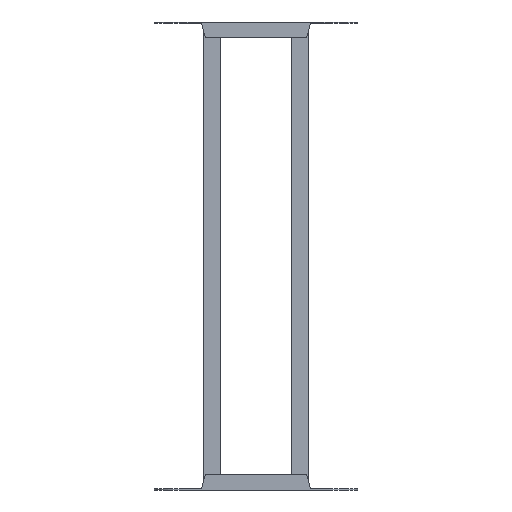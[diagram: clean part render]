
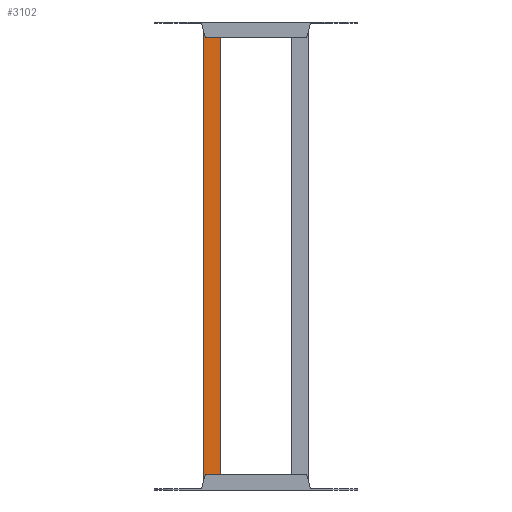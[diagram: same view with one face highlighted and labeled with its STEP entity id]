
A CAD part, front view. The second image highlights one B-rep face of the part: STEP entity #3102.
In plain terms, the highlighted planar face has unit normal (0, -1, 0).
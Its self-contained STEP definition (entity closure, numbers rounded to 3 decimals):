
#40 = CARTESIAN_POINT ( 'NONE',  ( -11.5, 0., -396. ) ) ;
#62 = EDGE_CURVE ( 'NONE', #2678, #789, #130, .T. ) ;
#91 = CARTESIAN_POINT ( 'NONE',  ( 11.5, 0., 396. ) ) ;
#130 = LINE ( 'NONE', #658, #177 ) ;
#177 = VECTOR ( 'NONE', #1383, 1000. ) ;
#255 = CARTESIAN_POINT ( 'NONE',  ( 11.5, 0., -396. ) ) ;
#331 = CARTESIAN_POINT ( 'NONE',  ( 15., 0., 396. ) ) ;
#366 = VERTEX_POINT ( 'NONE', #2263 ) ;
#496 = VECTOR ( 'NONE', #694, 1000. ) ;
#523 = PLANE ( 'NONE',  #2673 ) ;
#524 = VERTEX_POINT ( 'NONE', #1755 ) ;
#542 = VECTOR ( 'NONE', #2337, 1000. ) ;
#573 = LINE ( 'NONE', #1336, #542 ) ;
#654 = EDGE_CURVE ( 'NONE', #366, #3065, #839, .T. ) ;
#658 = CARTESIAN_POINT ( 'NONE',  ( -11.5, 0., 396. ) ) ;
#694 = DIRECTION ( 'NONE',  ( -1., 0., 0. ) ) ;
#701 = CARTESIAN_POINT ( 'NONE',  ( -11.5, 0., 396. ) ) ;
#737 = CARTESIAN_POINT ( 'NONE',  ( -15., 0., 396. ) ) ;
#753 = LINE ( 'NONE', #1091, #2491 ) ;
#789 = VERTEX_POINT ( 'NONE', #331 ) ;
#797 = VECTOR ( 'NONE', #2774, 1000. ) ;
#839 = LINE ( 'NONE', #737, #496 ) ;
#851 = LINE ( 'NONE', #2336, #896 ) ;
#867 = LINE ( 'NONE', #3069, #797 ) ;
#896 = VECTOR ( 'NONE', #1818, 1000. ) ;
#984 = DIRECTION ( 'NONE',  ( 0., 1., 0. ) ) ;
#1052 = CARTESIAN_POINT ( 'NONE',  ( -11.5, 0., -396. ) ) ;
#1091 = CARTESIAN_POINT ( 'NONE',  ( -11.5, 0., -396. ) ) ;
#1148 = VECTOR ( 'NONE', #3131, 1000. ) ;
#1179 = DIRECTION ( 'NONE',  ( 0., 0., 1. ) ) ;
#1189 = LINE ( 'NONE', #3281, #1148 ) ;
#1306 = DIRECTION ( 'NONE',  ( -1., 0., 0. ) ) ;
#1336 = CARTESIAN_POINT ( 'NONE',  ( -15., 0., -396. ) ) ;
#1375 = ORIENTED_EDGE ( 'NONE', *, *, #3062, .F. ) ;
#1383 = DIRECTION ( 'NONE',  ( 1., 0., 0. ) ) ;
#1443 = CARTESIAN_POINT ( 'NONE',  ( 15., 0., -396. ) ) ;
#1468 = FACE_OUTER_BOUND ( 'NONE', #1607, .T. ) ;
#1520 = DIRECTION ( 'NONE',  ( -1., 0., 0. ) ) ;
#1565 = ORIENTED_EDGE ( 'NONE', *, *, #2637, .T. ) ;
#1570 = VERTEX_POINT ( 'NONE', #1443 ) ;
#1607 = EDGE_LOOP ( 'NONE', ( #1565, #2697, #1375, #2734, #2306, #2863, #1976, #2851 ) ) ;
#1688 = EDGE_CURVE ( 'NONE', #1570, #789, #867, .T. ) ;
#1710 = EDGE_CURVE ( 'NONE', #3182, #524, #851, .T. ) ;
#1755 = CARTESIAN_POINT ( 'NONE',  ( -15., 0., -396. ) ) ;
#1818 = DIRECTION ( 'NONE',  ( -1., 0., 0. ) ) ;
#1976 = ORIENTED_EDGE ( 'NONE', *, *, #1688, .T. ) ;
#2093 = CARTESIAN_POINT ( 'NONE',  ( -15., 0., 396. ) ) ;
#2154 = VECTOR ( 'NONE', #1306, 1000. ) ;
#2263 = CARTESIAN_POINT ( 'NONE',  ( -11.5, 0., 396. ) ) ;
#2306 = ORIENTED_EDGE ( 'NONE', *, *, #3151, .F. ) ;
#2336 = CARTESIAN_POINT ( 'NONE',  ( -11.5, 0., -396. ) ) ;
#2337 = DIRECTION ( 'NONE',  ( 0., 0., 1. ) ) ;
#2355 = EDGE_CURVE ( 'NONE', #3159, #1570, #1189, .T. ) ;
#2491 = VECTOR ( 'NONE', #1520, 1000. ) ;
#2637 = EDGE_CURVE ( 'NONE', #2678, #366, #3145, .T. ) ;
#2673 = AXIS2_PLACEMENT_3D ( 'NONE', #1052, #984, #1179 ) ;
#2678 = VERTEX_POINT ( 'NONE', #91 ) ;
#2697 = ORIENTED_EDGE ( 'NONE', *, *, #654, .T. ) ;
#2734 = ORIENTED_EDGE ( 'NONE', *, *, #1710, .F. ) ;
#2774 = DIRECTION ( 'NONE',  ( 0., 0., 1. ) ) ;
#2851 = ORIENTED_EDGE ( 'NONE', *, *, #62, .F. ) ;
#2863 = ORIENTED_EDGE ( 'NONE', *, *, #2355, .T. ) ;
#3062 = EDGE_CURVE ( 'NONE', #524, #3065, #573, .T. ) ;
#3065 = VERTEX_POINT ( 'NONE', #2093 ) ;
#3069 = CARTESIAN_POINT ( 'NONE',  ( 15., 0., -396. ) ) ;
#3102 = ADVANCED_FACE ( 'NONE', ( #1468 ), #523, .F. ) ;
#3131 = DIRECTION ( 'NONE',  ( 1., 0., 0. ) ) ;
#3145 = LINE ( 'NONE', #701, #2154 ) ;
#3151 = EDGE_CURVE ( 'NONE', #3159, #3182, #753, .T. ) ;
#3159 = VERTEX_POINT ( 'NONE', #255 ) ;
#3182 = VERTEX_POINT ( 'NONE', #40 ) ;
#3281 = CARTESIAN_POINT ( 'NONE',  ( 15., 0., -396. ) ) ;
